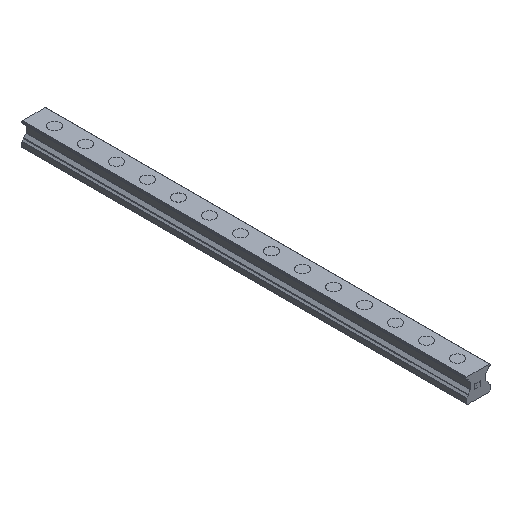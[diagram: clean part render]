
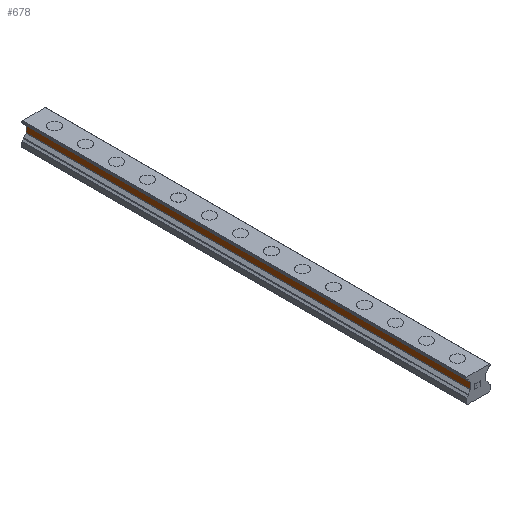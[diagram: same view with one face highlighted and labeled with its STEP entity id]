
A CAD part, isometric view. The second image highlights one B-rep face of the part: STEP entity #678.
In plain terms, the highlighted planar face has unit normal (-1, 0, 0).
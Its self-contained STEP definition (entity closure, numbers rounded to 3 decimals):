
#678=ADVANCED_FACE('',(#1419),#1420,.T.);
#1419=FACE_OUTER_BOUND('',#2202,.T.);
#1420=PLANE('',#2203);
#2202=EDGE_LOOP('',(#4142,#4143,#4144,#4145));
#2203=AXIS2_PLACEMENT_3D('',#4146,#4147,#4148);
#4142=ORIENTED_EDGE('',*,*,#5100,.T.);
#4143=ORIENTED_EDGE('',*,*,#5228,.F.);
#4144=ORIENTED_EDGE('',*,*,#4937,.T.);
#4145=ORIENTED_EDGE('',*,*,#5226,.T.);
#4146=CARTESIAN_POINT('',(-7.35,430.0,14.384));
#4147=DIRECTION('',(-1.0,0.0,0.0));
#4148=DIRECTION('',(0.0,0.0,-1.0));
#4937=EDGE_CURVE('',#6025,#6023,#6026,.T.);
#5100=EDGE_CURVE('',#6306,#6304,#6307,.T.);
#5226=EDGE_CURVE('',#6023,#6306,#6445,.T.);
#5228=EDGE_CURVE('',#6025,#6304,#6447,.T.);
#6023=VERTEX_POINT('',#7450);
#6025=VERTEX_POINT('',#7452);
#6026=LINE('',#7453,#7454);
#6304=VERTEX_POINT('',#7842);
#6306=VERTEX_POINT('',#7844);
#6307=LINE('',#7845,#7846);
#6445=LINE('',#8007,#8008);
#6447=LINE('',#8010,#8011);
#7450=CARTESIAN_POINT('',(-7.35,430.0,11.318));
#7452=CARTESIAN_POINT('',(-7.35,430.0,17.451));
#7453=CARTESIAN_POINT('',(-7.35,430.0,17.451));
#7454=VECTOR('',#8720,1.0);
#7842=CARTESIAN_POINT('',(-7.35,0.0,17.451));
#7844=CARTESIAN_POINT('',(-7.35,0.0,11.318));
#7845=CARTESIAN_POINT('',(-7.35,0.0,17.451));
#7846=VECTOR('',#8915,1.0);
#8007=CARTESIAN_POINT('',(-7.35,430.0,11.318));
#8008=VECTOR('',#9077,1.0);
#8010=CARTESIAN_POINT('',(-7.35,430.0,17.451));
#8011=VECTOR('',#9078,1.0);
#8720=DIRECTION('',(0.0,0.0,-1.0));
#8915=DIRECTION('',(0.0,0.0,1.0));
#9077=DIRECTION('',(0.0,-1.0,0.0));
#9078=DIRECTION('',(0.0,-1.0,0.0));
